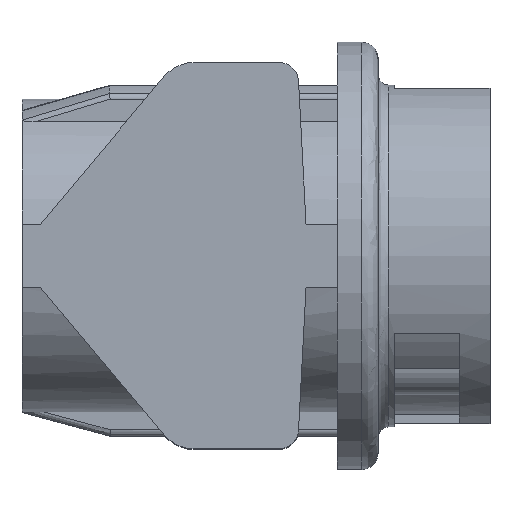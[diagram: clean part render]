
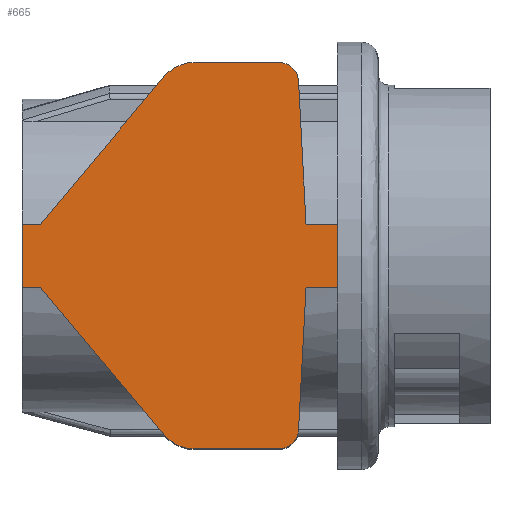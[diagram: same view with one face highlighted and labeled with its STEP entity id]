
A CAD part, top view. The second image highlights one B-rep face of the part: STEP entity #665.
In plain terms, the highlighted planar face has unit normal (0, 0, 1).
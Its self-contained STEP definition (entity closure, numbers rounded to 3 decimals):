
#421=FACE_OUTER_BOUND('',#2031,.T.);
#665=ADVANCED_FACE('',(#421),#908,.T.);
#908=PLANE('',#5385);
#1089=LINE('',#7169,#1495);
#1093=LINE('',#7181,#1499);
#1180=LINE('',#7667,#1586);
#1184=LINE('',#7679,#1590);
#1186=LINE('',#7684,#1592);
#1190=LINE('',#7695,#1596);
#1193=LINE('',#7700,#1599);
#1197=LINE('',#7709,#1603);
#1198=LINE('',#7712,#1604);
#1199=LINE('',#7714,#1605);
#1200=LINE('',#7715,#1606);
#1201=LINE('',#7717,#1607);
#1495=VECTOR('',#5825,1.);
#1499=VECTOR('',#5837,1.);
#1586=VECTOR('',#6109,1.);
#1590=VECTOR('',#6121,1.);
#1592=VECTOR('',#6125,1.);
#1596=VECTOR('',#6139,1.);
#1599=VECTOR('',#6142,1.);
#1603=VECTOR('',#6148,1.);
#1604=VECTOR('',#6153,1.);
#1605=VECTOR('',#6154,1.);
#1606=VECTOR('',#6155,1.);
#1607=VECTOR('',#6156,1.);
#2031=EDGE_LOOP('',(#2704,#2705,#2706,#2707,#2708,#2709,#2710,#2711,#2712,
#2713,#2714,#2715,#2716,#2717,#2718,#2719));
#2704=ORIENTED_EDGE('',*,*,#4579,.T.);
#2705=ORIENTED_EDGE('',*,*,#4578,.T.);
#2706=ORIENTED_EDGE('',*,*,#4580,.T.);
#2707=ORIENTED_EDGE('',*,*,#4581,.F.);
#2708=ORIENTED_EDGE('',*,*,#4571,.T.);
#2709=ORIENTED_EDGE('',*,*,#4565,.T.);
#2710=ORIENTED_EDGE('',*,*,#4568,.T.);
#2711=ORIENTED_EDGE('',*,*,#4563,.T.);
#2712=ORIENTED_EDGE('',*,*,#4558,.T.);
#2713=ORIENTED_EDGE('',*,*,#4557,.T.);
#2714=ORIENTED_EDGE('',*,*,#4574,.T.);
#2715=ORIENTED_EDGE('',*,*,#4582,.F.);
#2716=ORIENTED_EDGE('',*,*,#4583,.T.);
#2717=ORIENTED_EDGE('',*,*,#4407,.T.);
#2718=ORIENTED_EDGE('',*,*,#4404,.T.);
#2719=ORIENTED_EDGE('',*,*,#4401,.T.);
#3873=VERTEX_POINT('',#7168);
#3874=VERTEX_POINT('',#7170);
#3876=VERTEX_POINT('',#7176);
#3878=VERTEX_POINT('',#7182);
#3974=VERTEX_POINT('',#7661);
#3977=VERTEX_POINT('',#7666);
#3978=VERTEX_POINT('',#7670);
#3980=VERTEX_POINT('',#7676);
#3983=VERTEX_POINT('',#7683);
#3984=VERTEX_POINT('',#7685);
#3986=VERTEX_POINT('',#7696);
#3987=VERTEX_POINT('',#7699);
#3988=VERTEX_POINT('',#7703);
#3991=VERTEX_POINT('',#7708);
#3992=VERTEX_POINT('',#7713);
#3993=VERTEX_POINT('',#7716);
#4401=EDGE_CURVE('',#3874,#3873,#1089,.T.);
#4404=EDGE_CURVE('',#3876,#3874,#5086,.T.);
#4407=EDGE_CURVE('',#3878,#3876,#1093,.T.);
#4557=EDGE_CURVE('',#3974,#3977,#1180,.T.);
#4558=EDGE_CURVE('',#3978,#3974,#5129,.T.);
#4563=EDGE_CURVE('',#3980,#3978,#1184,.T.);
#4565=EDGE_CURVE('',#3984,#3983,#1186,.T.);
#4568=EDGE_CURVE('',#3983,#3980,#5131,.T.);
#4571=EDGE_CURVE('',#3986,#3984,#1190,.T.);
#4574=EDGE_CURVE('',#3977,#3987,#1193,.T.);
#4578=EDGE_CURVE('',#3988,#3991,#1197,.T.);
#4579=EDGE_CURVE('',#3873,#3988,#5133,.T.);
#4580=EDGE_CURVE('',#3991,#3992,#1198,.T.);
#4581=EDGE_CURVE('',#3986,#3992,#1199,.T.);
#4582=EDGE_CURVE('',#3993,#3987,#1200,.T.);
#4583=EDGE_CURVE('',#3993,#3878,#1201,.T.);
#5086=CIRCLE('',#5277,2.);
#5129=CIRCLE('',#5373,2.);
#5131=CIRCLE('',#5378,1.);
#5133=CIRCLE('',#5384,1.);
#5277=AXIS2_PLACEMENT_3D('',#7175,#5830,#5831);
#5373=AXIS2_PLACEMENT_3D('',#7669,#6112,#6113);
#5378=AXIS2_PLACEMENT_3D('',#7690,#6130,#6131);
#5384=AXIS2_PLACEMENT_3D('',#7711,#6151,#6152);
#5385=AXIS2_PLACEMENT_3D('',#7718,#6157,#6158);
#5825=DIRECTION('',(1.,0.,0.));
#5830=DIRECTION('',(0.,0.,1.));
#5831=DIRECTION('',(-0.766,-0.643,0.));
#5837=DIRECTION('',(0.643,-0.766,0.));
#6109=DIRECTION('',(-0.643,-0.766,0.));
#6112=DIRECTION('',(0.,0.,1.));
#6113=DIRECTION('',(0.,1.,0.));
#6121=DIRECTION('',(-1.,0.,0.));
#6125=DIRECTION('',(-0.052,0.999,0.));
#6130=DIRECTION('',(0.,0.,1.));
#6131=DIRECTION('',(0.999,0.052,0.));
#6139=DIRECTION('',(-1.,0.,0.));
#6142=DIRECTION('',(-1.,0.,0.));
#6148=DIRECTION('',(0.052,0.999,0.));
#6151=DIRECTION('',(0.,0.,1.));
#6152=DIRECTION('',(0.,-1.,0.));
#6153=DIRECTION('',(1.,0.,0.));
#6154=DIRECTION('',(0.,-1.,0.));
#6155=DIRECTION('',(0.,1.,0.));
#6156=DIRECTION('',(1.,0.,0.));
#6157=DIRECTION('',(0.,0.,1.));
#6158=DIRECTION('',(1.,0.,0.));
#7168=CARTESIAN_POINT('',(-58.184,-37.315,8.85));
#7169=CARTESIAN_POINT('',(-62.273,-37.315,8.85));
#7170=CARTESIAN_POINT('',(-62.273,-37.315,8.85));
#7175=CARTESIAN_POINT('',(-62.273,-35.315,8.85));
#7176=CARTESIAN_POINT('',(-63.805,-36.601,8.85));
#7181=CARTESIAN_POINT('',(-69.877,-29.365,8.85));
#7182=CARTESIAN_POINT('',(-69.877,-29.365,8.85));
#7661=CARTESIAN_POINT('',(-63.805,-19.03,8.85));
#7666=CARTESIAN_POINT('',(-69.877,-26.265,8.85));
#7667=CARTESIAN_POINT('',(-63.805,-19.03,8.85));
#7669=CARTESIAN_POINT('',(-62.273,-20.315,8.85));
#7670=CARTESIAN_POINT('',(-62.273,-18.315,8.85));
#7676=CARTESIAN_POINT('',(-58.184,-18.315,8.85));
#7679=CARTESIAN_POINT('',(-58.184,-18.315,8.85));
#7683=CARTESIAN_POINT('',(-57.186,-19.263,8.85));
#7684=CARTESIAN_POINT('',(-56.819,-26.265,8.85));
#7685=CARTESIAN_POINT('',(-56.819,-26.265,8.85));
#7690=CARTESIAN_POINT('',(-58.184,-19.315,8.85));
#7695=CARTESIAN_POINT('',(-55.277,-26.265,8.85));
#7696=CARTESIAN_POINT('',(-55.277,-26.265,8.85));
#7699=CARTESIAN_POINT('',(-70.777,-26.265,8.85));
#7700=CARTESIAN_POINT('',(-69.877,-26.265,8.85));
#7703=CARTESIAN_POINT('',(-57.186,-36.368,8.85));
#7708=CARTESIAN_POINT('',(-56.819,-29.365,8.85));
#7709=CARTESIAN_POINT('',(-57.186,-36.368,8.85));
#7711=CARTESIAN_POINT('',(-58.184,-36.315,8.85));
#7712=CARTESIAN_POINT('',(-56.819,-29.365,8.85));
#7713=CARTESIAN_POINT('',(-55.277,-29.365,8.85));
#7714=CARTESIAN_POINT('',(-55.277,-26.265,8.85));
#7715=CARTESIAN_POINT('',(-70.777,-29.365,8.85));
#7716=CARTESIAN_POINT('',(-70.777,-29.365,8.85));
#7717=CARTESIAN_POINT('',(-70.777,-29.365,8.85));
#7718=CARTESIAN_POINT('',(-70.877,-38.365,8.85));
